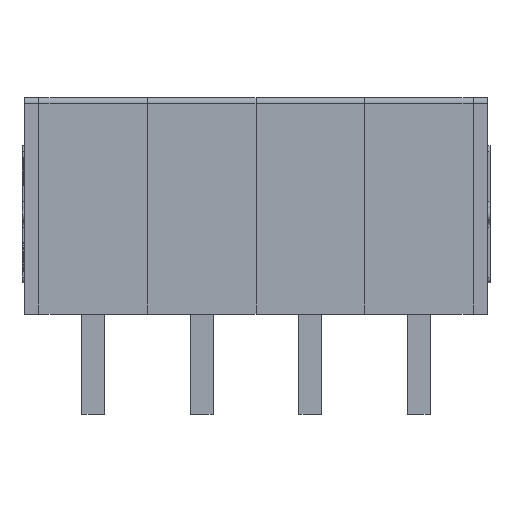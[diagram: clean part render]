
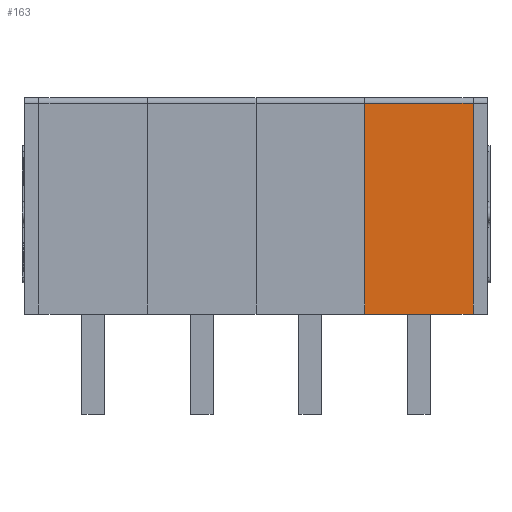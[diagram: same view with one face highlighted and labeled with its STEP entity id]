
A CAD part, front view. The second image highlights one B-rep face of the part: STEP entity #163.
In plain terms, the highlighted planar face has unit normal (0, -1, 0).
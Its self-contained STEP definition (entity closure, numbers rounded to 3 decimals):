
#163=ADVANCED_FACE('3578',(#788),#789,.T.);
#788=FACE_OUTER_BOUND('',#1901,.T.);
#789=PLANE('',#1902);
#1901=EDGE_LOOP('',(#3497,#3498,#3499,#3500));
#1902=AXIS2_PLACEMENT_3D('',#3501,#3502,#3503);
#3497=ORIENTED_EDGE('',*,*,#7532,.T.);
#3498=ORIENTED_EDGE('',*,*,#7671,.T.);
#3499=ORIENTED_EDGE('',*,*,#7672,.F.);
#3500=ORIENTED_EDGE('',*,*,#7546,.F.);
#3501=CARTESIAN_POINT('',(-2.4,-4.6,-3.7));
#3502=DIRECTION('',(0.0,-1.0,0.0));
#3503=DIRECTION('',(0.0,0.0,-1.0));
#7532=EDGE_CURVE('6396',#9073,#9071,#9074,.T.);
#7546=EDGE_CURVE('6388',#9073,#9096,#9097,.T.);
#7671=EDGE_CURVE('6389',#9071,#9297,#9299,.T.);
#7672=EDGE_CURVE('6398',#9096,#9297,#9300,.T.);
#9071=VERTEX_POINT('',#11589);
#9073=VERTEX_POINT('',#11592);
#9074=LINE('',#11593,#11594);
#9096=VERTEX_POINT('',#11629);
#9097=LINE('',#11630,#11631);
#9297=VERTEX_POINT('',#11944);
#9299=LINE('',#11947,#11948);
#9300=LINE('',#11949,#11950);
#11589=CARTESIAN_POINT('',(17.135,-4.6,-3.7));
#11592=CARTESIAN_POINT('',(13.325,-4.6,-3.7));
#11593=CARTESIAN_POINT('',(13.325,-4.6,-3.7));
#11594=VECTOR('',#15392,3.81);
#11629=CARTESIAN_POINT('',(13.325,-4.6,3.7));
#11630=CARTESIAN_POINT('',(13.325,-4.6,-3.7));
#11631=VECTOR('',#15406,7.4);
#11944=CARTESIAN_POINT('',(17.135,-4.6,3.7));
#11947=CARTESIAN_POINT('',(17.135,-4.6,-3.7));
#11948=VECTOR('',#15569,7.4);
#11949=CARTESIAN_POINT('',(13.325,-4.6,3.7));
#11950=VECTOR('',#15570,3.81);
#15392=DIRECTION('',(1.0,0.0,0.0));
#15406=DIRECTION('',(0.0,0.0,1.0));
#15569=DIRECTION('',(0.0,0.0,1.0));
#15570=DIRECTION('',(1.0,0.0,0.0));
